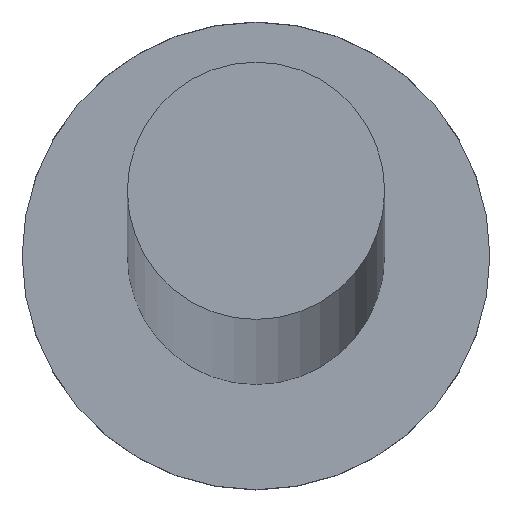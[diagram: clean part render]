
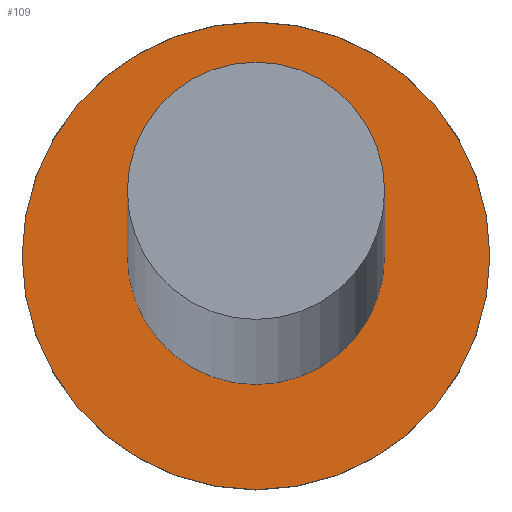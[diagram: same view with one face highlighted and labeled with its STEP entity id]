
A CAD part, top view. The second image highlights one B-rep face of the part: STEP entity #109.
In plain terms, the highlighted planar face has unit normal (0, 0, 1).
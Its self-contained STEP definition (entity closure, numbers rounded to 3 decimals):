
#5 = CARTESIAN_POINT ( 'NONE',  ( 5., 0., 3. ) ) ;
#16 = CIRCLE ( 'NONE', #205, 2.75 ) ;
#18 = ORIENTED_EDGE ( 'NONE', *, *, #100, .F. ) ;
#23 = CIRCLE ( 'NONE', #197, 2.75 ) ;
#24 = CARTESIAN_POINT ( 'NONE',  ( -5., 0., 3. ) ) ;
#29 = FACE_OUTER_BOUND ( 'NONE', #86, .T. ) ;
#34 = EDGE_CURVE ( 'NONE', #202, #140, #82, .T. ) ;
#36 = CARTESIAN_POINT ( 'NONE',  ( 0., 0., 3. ) ) ;
#40 = AXIS2_PLACEMENT_3D ( 'NONE', #78, #70, #167 ) ;
#48 = DIRECTION ( 'NONE',  ( 0., 0., 1. ) ) ;
#62 = CARTESIAN_POINT ( 'NONE',  ( -2.75, 0., 3. ) ) ;
#70 = DIRECTION ( 'NONE',  ( 0., 0., 1. ) ) ;
#77 = CARTESIAN_POINT ( 'NONE',  ( 2.75, 0., 3. ) ) ;
#78 = CARTESIAN_POINT ( 'NONE',  ( 0., 0., 3. ) ) ;
#80 = EDGE_CURVE ( 'NONE', #140, #202, #128, .T. ) ;
#82 = CIRCLE ( 'NONE', #233, 5. ) ;
#86 = EDGE_LOOP ( 'NONE', ( #174, #132 ) ) ;
#93 = PLANE ( 'NONE',  #176 ) ;
#100 = EDGE_CURVE ( 'NONE', #173, #227, #23, .T. ) ;
#106 = DIRECTION ( 'NONE',  ( 1., 0., 0. ) ) ;
#109 = ADVANCED_FACE ( 'NONE', ( #201, #29 ), #93, .T. ) ;
#128 = CIRCLE ( 'NONE', #40, 5. ) ;
#132 = ORIENTED_EDGE ( 'NONE', *, *, #34, .T. ) ;
#136 = DIRECTION ( 'NONE',  ( 1., 0., 0. ) ) ;
#140 = VERTEX_POINT ( 'NONE', #24 ) ;
#151 = DIRECTION ( 'NONE',  ( 0., 0., 1. ) ) ;
#164 = ORIENTED_EDGE ( 'NONE', *, *, #175, .F. ) ;
#166 = DIRECTION ( 'NONE',  ( 0., 0., 1. ) ) ;
#167 = DIRECTION ( 'NONE',  ( 1., 0., 0. ) ) ;
#173 = VERTEX_POINT ( 'NONE', #62 ) ;
#174 = ORIENTED_EDGE ( 'NONE', *, *, #80, .T. ) ;
#175 = EDGE_CURVE ( 'NONE', #227, #173, #16, .T. ) ;
#176 = AXIS2_PLACEMENT_3D ( 'NONE', #235, #48, #213 ) ;
#197 = AXIS2_PLACEMENT_3D ( 'NONE', #199, #218, #136 ) ;
#198 = CARTESIAN_POINT ( 'NONE',  ( 0., 0., 3. ) ) ;
#199 = CARTESIAN_POINT ( 'NONE',  ( 0., 0., 3. ) ) ;
#200 = EDGE_LOOP ( 'NONE', ( #18, #164 ) ) ;
#201 = FACE_BOUND ( 'NONE', #200, .T. ) ;
#202 = VERTEX_POINT ( 'NONE', #5 ) ;
#205 = AXIS2_PLACEMENT_3D ( 'NONE', #36, #151, #106 ) ;
#213 = DIRECTION ( 'NONE',  ( 1., 0., 0. ) ) ;
#218 = DIRECTION ( 'NONE',  ( 0., 0., 1. ) ) ;
#227 = VERTEX_POINT ( 'NONE', #77 ) ;
#233 = AXIS2_PLACEMENT_3D ( 'NONE', #198, #166, #238 ) ;
#235 = CARTESIAN_POINT ( 'NONE',  ( 0., 0., 3. ) ) ;
#238 = DIRECTION ( 'NONE',  ( 1., 0., 0. ) ) ;
